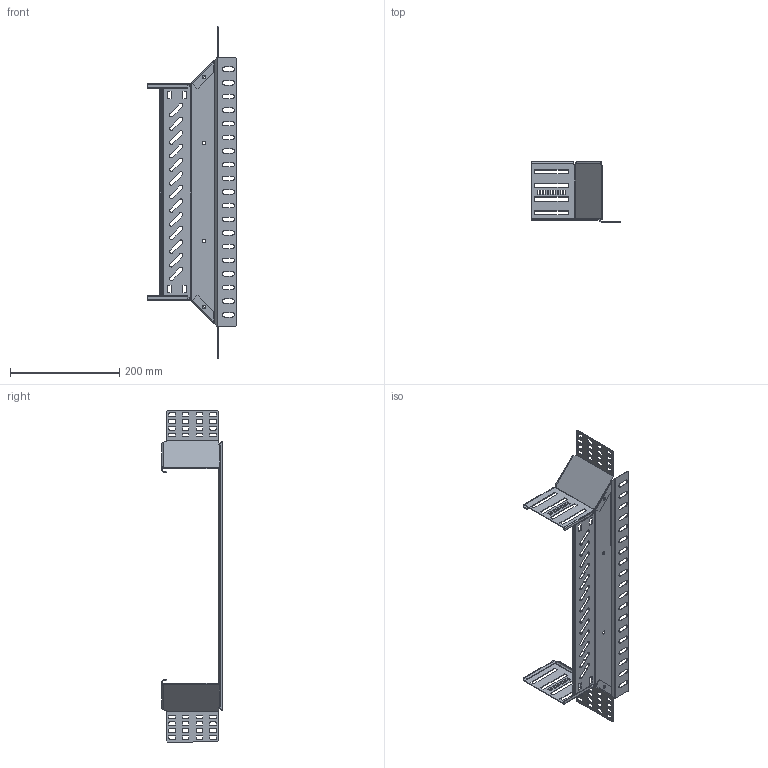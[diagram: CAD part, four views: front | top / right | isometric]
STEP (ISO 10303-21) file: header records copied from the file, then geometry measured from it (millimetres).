
FILE_DESCRIPTION (( 'STEP AP214' ), '1' );
FILE_NAME ('6042159.STEP', '2024-05-24T08:46:16', ( '' ), ( '' ), 'SwSTEP 2.0', 'SolidWorks 2022', '' );
FILE_SCHEMA (( 'AUTOMOTIVE_DESIGN' ));
Length unit declared in the file: millimetre
Products named in the file (4): 180291_110 R; 6042159; 180291_110 L; 167752_400
Assembly tree (3 placements, depth 2):
  6042159
    167752_400
    180291_110 L
    180291_110 R
Bounding box: 163.29 x 111.25 x 608.16 mm (x, y, z)
Volume: 107209.4 mm3; surface area: 202308.9 mm2
Topology: 3 solids, 3 shells, 775 faces, 2179 edges, 1410 vertices
Faces by surface type: plane 432, cylinder 323, bspline 20
Entity records: 28335 total; most frequent: CARTESIAN_POINT 5150, ORIENTED_EDGE 4358, DIRECTION 4213, EDGE_CURVE 2179, VECTOR 1479, LINE 1479, VERTEX_POINT 1410, AXIS2_PLACEMENT_3D 1367
